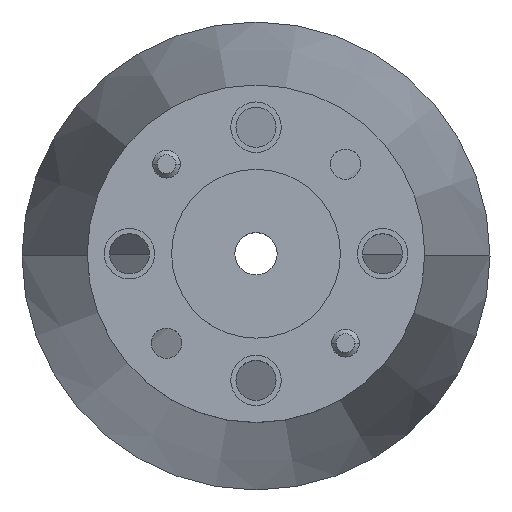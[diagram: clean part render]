
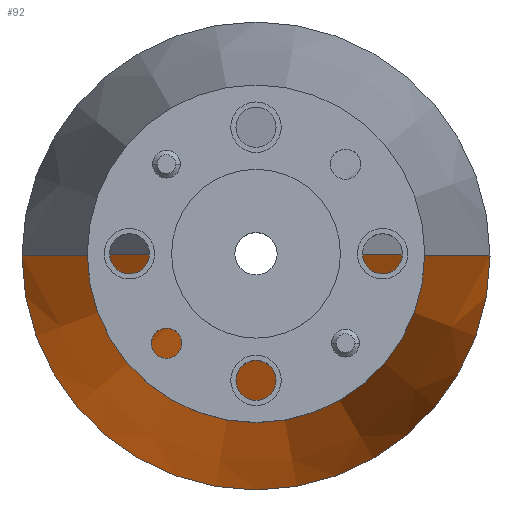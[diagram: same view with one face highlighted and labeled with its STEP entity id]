
A CAD part, top view. The second image highlights one B-rep face of the part: STEP entity #92.
In plain terms, the highlighted conical face has half-angle 8.842 degrees and reference radius 2.464 mm.
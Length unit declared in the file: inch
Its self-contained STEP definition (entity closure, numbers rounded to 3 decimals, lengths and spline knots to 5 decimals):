
#15 = DIRECTION ( 'NONE',  ( 1., 0., 0. ) ) ;
#69 = ORIENTED_EDGE ( 'NONE', *, *, #1962, .F. ) ;
#70 = CIRCLE ( 'NONE', #727, 0.17244 ) ;
#91 = AXIS2_PLACEMENT_3D ( 'NONE', #318, #1899, #2049 ) ;
#92 = ADVANCED_FACE ( 'NONE', ( #658 ), #740, .T. ) ;
#161 = CARTESIAN_POINT ( 'NONE',  ( 0.51996, 0., -2.84704 ) ) ;
#316 = CARTESIAN_POINT ( 'NONE',  ( 0., 0., -0.613 ) ) ;
#318 = CARTESIAN_POINT ( 'NONE',  ( 0., 0., -2.84704 ) ) ;
#374 = AXIS2_PLACEMENT_3D ( 'NONE', #937, #972, #793 ) ;
#392 = ORIENTED_EDGE ( 'NONE', *, *, #850, .T. ) ;
#408 = ORIENTED_EDGE ( 'NONE', *, *, #1017, .T. ) ;
#438 = VECTOR ( 'NONE', #1816, 39.37008 ) ;
#544 = VERTEX_POINT ( 'NONE', #809 ) ;
#658 = FACE_OUTER_BOUND ( 'NONE', #904, .T. ) ;
#727 = AXIS2_PLACEMENT_3D ( 'NONE', #316, #940, #15 ) ;
#740 = CONICAL_SURFACE ( 'NONE', #374, 0.097, 0.154 ) ;
#742 = DIRECTION ( 'NONE',  ( 0.154, 0., -0.988 ) ) ;
#793 = DIRECTION ( 'NONE',  ( -1., 0., 0. ) ) ;
#809 = CARTESIAN_POINT ( 'NONE',  ( -0.17244, 0., -0.613 ) ) ;
#850 = EDGE_CURVE ( 'NONE', #1049, #1336, #970, .T. ) ;
#869 = CARTESIAN_POINT ( 'NONE',  ( 0.097, 0., -0.128 ) ) ;
#904 = EDGE_LOOP ( 'NONE', ( #69, #1537, #408, #392 ) ) ;
#937 = CARTESIAN_POINT ( 'NONE',  ( 0., 0., -0.128 ) ) ;
#940 = DIRECTION ( 'NONE',  ( 0., 0., 1. ) ) ;
#954 = VECTOR ( 'NONE', #742, 39.37008 ) ;
#970 = CIRCLE ( 'NONE', #91, 0.51996 ) ;
#972 = DIRECTION ( 'NONE',  ( 0., 0., -1. ) ) ;
#1017 = EDGE_CURVE ( 'NONE', #544, #1049, #1971, .T. ) ;
#1049 = VERTEX_POINT ( 'NONE', #1944 ) ;
#1198 = VERTEX_POINT ( 'NONE', #1663 ) ;
#1336 = VERTEX_POINT ( 'NONE', #161 ) ;
#1354 = EDGE_CURVE ( 'NONE', #544, #1198, #70, .T. ) ;
#1476 = LINE ( 'NONE', #869, #954 ) ;
#1537 = ORIENTED_EDGE ( 'NONE', *, *, #1354, .F. ) ;
#1627 = CARTESIAN_POINT ( 'NONE',  ( -0.097, 0., -0.128 ) ) ;
#1663 = CARTESIAN_POINT ( 'NONE',  ( 0.17244, 0., -0.613 ) ) ;
#1816 = DIRECTION ( 'NONE',  ( -0.154, 0., -0.988 ) ) ;
#1899 = DIRECTION ( 'NONE',  ( 0., 0., 1. ) ) ;
#1944 = CARTESIAN_POINT ( 'NONE',  ( -0.51996, 0., -2.84704 ) ) ;
#1962 = EDGE_CURVE ( 'NONE', #1198, #1336, #1476, .T. ) ;
#1971 = LINE ( 'NONE', #1627, #438 ) ;
#2049 = DIRECTION ( 'NONE',  ( -1., 0., 0. ) ) ;
